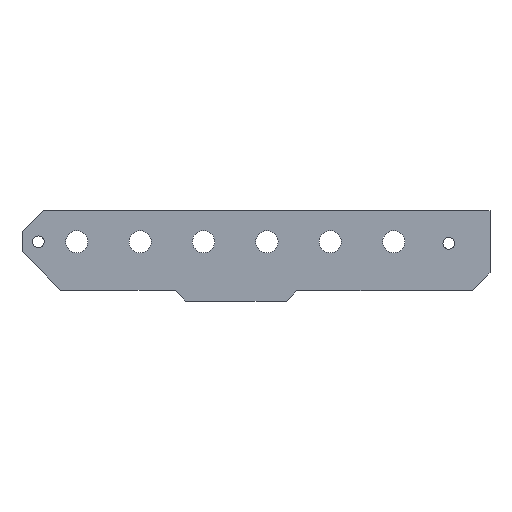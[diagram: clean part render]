
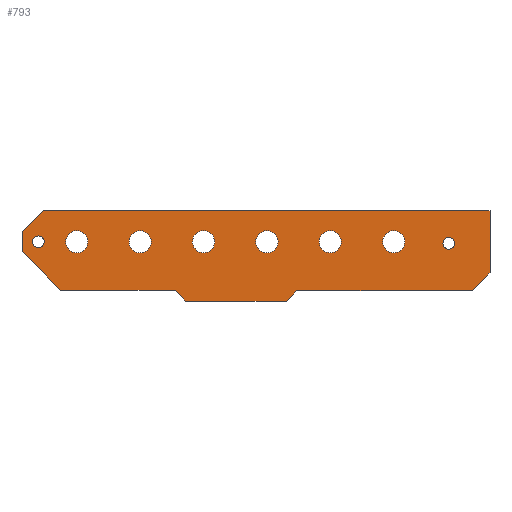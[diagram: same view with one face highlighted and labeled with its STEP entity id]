
A CAD part, top view. The second image highlights one B-rep face of the part: STEP entity #793.
In plain terms, the highlighted planar face has unit normal (0, 0, 1).
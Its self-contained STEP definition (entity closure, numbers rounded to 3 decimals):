
#56 = VERTEX_POINT('',#57);
#57 = CARTESIAN_POINT('',(30.001,5.065,0.411));
#63 = EDGE_CURVE('',#56,#64,#66,.T.);
#64 = VERTEX_POINT('',#65);
#65 = CARTESIAN_POINT('',(32.,3.066,0.411));
#66 = LINE('',#67,#68);
#67 = CARTESIAN_POINT('',(30.001,5.065,0.411));
#68 = VECTOR('',#69,1.);
#69 = DIRECTION('',(0.707,-0.707,0.));
#94 = EDGE_CURVE('',#64,#95,#97,.T.);
#95 = VERTEX_POINT('',#96);
#96 = CARTESIAN_POINT('',(32.,3.,0.411));
#97 = LINE('',#98,#99);
#98 = CARTESIAN_POINT('',(32.,3.066,0.411));
#99 = VECTOR('',#100,1.);
#100 = DIRECTION('',(0.,-1.,0.));
#125 = EDGE_CURVE('',#95,#126,#128,.T.);
#126 = VERTEX_POINT('',#127);
#127 = CARTESIAN_POINT('',(51.,3.,0.411));
#128 = LINE('',#129,#130);
#129 = CARTESIAN_POINT('',(32.,3.,0.411));
#130 = VECTOR('',#131,1.);
#131 = DIRECTION('',(1.,0.,0.));
#156 = EDGE_CURVE('',#126,#157,#159,.T.);
#157 = VERTEX_POINT('',#158);
#158 = CARTESIAN_POINT('',(53.,5.,0.411));
#159 = LINE('',#160,#161);
#160 = CARTESIAN_POINT('',(51.,3.,0.411));
#161 = VECTOR('',#162,1.);
#162 = DIRECTION('',(0.707,0.707,0.));
#187 = EDGE_CURVE('',#157,#188,#190,.T.);
#188 = VERTEX_POINT('',#189);
#189 = CARTESIAN_POINT('',(53.,5.039,0.411));
#190 = LINE('',#191,#192);
#191 = CARTESIAN_POINT('',(53.,5.,0.411));
#192 = VECTOR('',#193,1.);
#193 = DIRECTION('',(0.,1.,0.));
#218 = EDGE_CURVE('',#188,#219,#221,.T.);
#219 = VERTEX_POINT('',#220);
#220 = CARTESIAN_POINT('',(86.3,5.,0.411));
#221 = LINE('',#222,#223);
#222 = CARTESIAN_POINT('',(53.,5.039,0.411));
#223 = VECTOR('',#224,1.);
#224 = DIRECTION('',(1.,-0.001,0.));
#249 = EDGE_CURVE('',#219,#250,#252,.T.);
#250 = VERTEX_POINT('',#251);
#251 = CARTESIAN_POINT('',(89.6,8.402,0.411));
#252 = LINE('',#253,#254);
#253 = CARTESIAN_POINT('',(86.3,5.,0.411));
#254 = VECTOR('',#255,1.);
#255 = DIRECTION('',(0.696,0.718,0.));
#280 = EDGE_CURVE('',#250,#281,#283,.T.);
#281 = VERTEX_POINT('',#282);
#282 = CARTESIAN_POINT('',(89.6,20.2,0.411));
#283 = LINE('',#284,#285);
#284 = CARTESIAN_POINT('',(89.6,8.402,0.411));
#285 = VECTOR('',#286,1.);
#286 = DIRECTION('',(0.,1.,0.));
#311 = EDGE_CURVE('',#281,#312,#314,.T.);
#312 = VERTEX_POINT('',#313);
#313 = CARTESIAN_POINT('',(5.,20.2,0.411));
#314 = LINE('',#315,#316);
#315 = CARTESIAN_POINT('',(89.6,20.2,0.411));
#316 = VECTOR('',#317,1.);
#317 = DIRECTION('',(-1.,0.,0.));
#342 = EDGE_CURVE('',#312,#343,#345,.T.);
#343 = VERTEX_POINT('',#344);
#344 = CARTESIAN_POINT('',(1.,16.2,0.411));
#345 = LINE('',#346,#347);
#346 = CARTESIAN_POINT('',(5.,20.2,0.411));
#347 = VECTOR('',#348,1.);
#348 = DIRECTION('',(-0.707,-0.707,0.));
#373 = EDGE_CURVE('',#343,#374,#376,.T.);
#374 = VERTEX_POINT('',#375);
#375 = CARTESIAN_POINT('',(1.,12.402,0.411));
#376 = LINE('',#377,#378);
#377 = CARTESIAN_POINT('',(1.,16.2,0.411));
#378 = VECTOR('',#379,1.);
#379 = DIRECTION('',(0.,-1.,0.));
#404 = EDGE_CURVE('',#374,#405,#407,.T.);
#405 = VERTEX_POINT('',#406);
#406 = CARTESIAN_POINT('',(5.001,8.401,0.411));
#407 = LINE('',#408,#409);
#408 = CARTESIAN_POINT('',(1.,12.402,0.411));
#409 = VECTOR('',#410,1.);
#410 = DIRECTION('',(0.707,-0.707,0.));
#435 = EDGE_CURVE('',#405,#436,#438,.T.);
#436 = VERTEX_POINT('',#437);
#437 = CARTESIAN_POINT('',(8.308,5.09,0.411));
#438 = LINE('',#439,#440);
#439 = CARTESIAN_POINT('',(5.001,8.401,0.411));
#440 = VECTOR('',#441,1.);
#441 = DIRECTION('',(0.707,-0.708,0.));
#466 = EDGE_CURVE('',#436,#56,#467,.T.);
#467 = LINE('',#468,#469);
#468 = CARTESIAN_POINT('',(8.308,5.09,0.411));
#469 = VECTOR('',#470,1.);
#470 = DIRECTION('',(1.,-0.001,0.));
#490 = VERTEX_POINT('',#491);
#491 = CARTESIAN_POINT('',(13.465,14.287,0.411));
#497 = EDGE_CURVE('',#490,#490,#498,.T.);
#498 = CIRCLE('',#499,2.1);
#499 = AXIS2_PLACEMENT_3D('',#500,#501,#502);
#500 = CARTESIAN_POINT('',(11.365,14.287,0.411));
#501 = DIRECTION('',(0.,0.,1.));
#502 = DIRECTION('',(1.,0.,-0.));
#523 = VERTEX_POINT('',#524);
#524 = CARTESIAN_POINT('',(37.465,14.287,0.411));
#530 = EDGE_CURVE('',#523,#523,#531,.T.);
#531 = CIRCLE('',#532,2.1);
#532 = AXIS2_PLACEMENT_3D('',#533,#534,#535);
#533 = CARTESIAN_POINT('',(35.365,14.287,0.411));
#534 = DIRECTION('',(0.,0.,1.));
#535 = DIRECTION('',(1.,0.,-0.));
#556 = VERTEX_POINT('',#557);
#557 = CARTESIAN_POINT('',(5.2,14.3,0.411));
#563 = EDGE_CURVE('',#556,#556,#564,.T.);
#564 = CIRCLE('',#565,1.1);
#565 = AXIS2_PLACEMENT_3D('',#566,#567,#568);
#566 = CARTESIAN_POINT('',(4.1,14.3,0.411));
#567 = DIRECTION('',(0.,0.,1.));
#568 = DIRECTION('',(1.,0.,-0.));
#589 = VERTEX_POINT('',#590);
#590 = CARTESIAN_POINT('',(25.465,14.287,0.411));
#596 = EDGE_CURVE('',#589,#589,#597,.T.);
#597 = CIRCLE('',#598,2.1);
#598 = AXIS2_PLACEMENT_3D('',#599,#600,#601);
#599 = CARTESIAN_POINT('',(23.365,14.287,0.411));
#600 = DIRECTION('',(0.,0.,1.));
#601 = DIRECTION('',(1.,0.,-0.));
#622 = VERTEX_POINT('',#623);
#623 = CARTESIAN_POINT('',(49.465,14.287,0.411));
#629 = EDGE_CURVE('',#622,#622,#630,.T.);
#630 = CIRCLE('',#631,2.1);
#631 = AXIS2_PLACEMENT_3D('',#632,#633,#634);
#632 = CARTESIAN_POINT('',(47.365,14.287,0.411));
#633 = DIRECTION('',(0.,0.,1.));
#634 = DIRECTION('',(1.,0.,-0.));
#655 = VERTEX_POINT('',#656);
#656 = CARTESIAN_POINT('',(61.465,14.287,0.411));
#662 = EDGE_CURVE('',#655,#655,#663,.T.);
#663 = CIRCLE('',#664,2.1);
#664 = AXIS2_PLACEMENT_3D('',#665,#666,#667);
#665 = CARTESIAN_POINT('',(59.365,14.287,0.411));
#666 = DIRECTION('',(0.,0.,1.));
#667 = DIRECTION('',(1.,0.,-0.));
#688 = VERTEX_POINT('',#689);
#689 = CARTESIAN_POINT('',(73.465,14.287,0.411));
#695 = EDGE_CURVE('',#688,#688,#696,.T.);
#696 = CIRCLE('',#697,2.1);
#697 = AXIS2_PLACEMENT_3D('',#698,#699,#700);
#698 = CARTESIAN_POINT('',(71.365,14.287,0.411));
#699 = DIRECTION('',(0.,0.,1.));
#700 = DIRECTION('',(1.,0.,-0.));
#721 = VERTEX_POINT('',#722);
#722 = CARTESIAN_POINT('',(82.9,14.,0.411));
#728 = EDGE_CURVE('',#721,#721,#729,.T.);
#729 = CIRCLE('',#730,1.1);
#730 = AXIS2_PLACEMENT_3D('',#731,#732,#733);
#731 = CARTESIAN_POINT('',(81.8,14.,0.411));
#732 = DIRECTION('',(0.,0.,1.));
#733 = DIRECTION('',(1.,0.,-0.));
#793 = ADVANCED_FACE('',(#794,#810,#813,#816,#819,#822,#825,#828,#831),
  #834,.T.);
#794 = FACE_BOUND('',#795,.T.);
#795 = EDGE_LOOP('',(#796,#797,#798,#799,#800,#801,#802,#803,#804,#805,
    #806,#807,#808,#809));
#796 = ORIENTED_EDGE('',*,*,#63,.T.);
#797 = ORIENTED_EDGE('',*,*,#94,.T.);
#798 = ORIENTED_EDGE('',*,*,#125,.T.);
#799 = ORIENTED_EDGE('',*,*,#156,.T.);
#800 = ORIENTED_EDGE('',*,*,#187,.T.);
#801 = ORIENTED_EDGE('',*,*,#218,.T.);
#802 = ORIENTED_EDGE('',*,*,#249,.T.);
#803 = ORIENTED_EDGE('',*,*,#280,.T.);
#804 = ORIENTED_EDGE('',*,*,#311,.T.);
#805 = ORIENTED_EDGE('',*,*,#342,.T.);
#806 = ORIENTED_EDGE('',*,*,#373,.T.);
#807 = ORIENTED_EDGE('',*,*,#404,.T.);
#808 = ORIENTED_EDGE('',*,*,#435,.T.);
#809 = ORIENTED_EDGE('',*,*,#466,.T.);
#810 = FACE_BOUND('',#811,.T.);
#811 = EDGE_LOOP('',(#812));
#812 = ORIENTED_EDGE('',*,*,#497,.F.);
#813 = FACE_BOUND('',#814,.T.);
#814 = EDGE_LOOP('',(#815));
#815 = ORIENTED_EDGE('',*,*,#530,.F.);
#816 = FACE_BOUND('',#817,.T.);
#817 = EDGE_LOOP('',(#818));
#818 = ORIENTED_EDGE('',*,*,#563,.F.);
#819 = FACE_BOUND('',#820,.T.);
#820 = EDGE_LOOP('',(#821));
#821 = ORIENTED_EDGE('',*,*,#596,.F.);
#822 = FACE_BOUND('',#823,.T.);
#823 = EDGE_LOOP('',(#824));
#824 = ORIENTED_EDGE('',*,*,#629,.F.);
#825 = FACE_BOUND('',#826,.T.);
#826 = EDGE_LOOP('',(#827));
#827 = ORIENTED_EDGE('',*,*,#662,.F.);
#828 = FACE_BOUND('',#829,.T.);
#829 = EDGE_LOOP('',(#830));
#830 = ORIENTED_EDGE('',*,*,#695,.F.);
#831 = FACE_BOUND('',#832,.T.);
#832 = EDGE_LOOP('',(#833));
#833 = ORIENTED_EDGE('',*,*,#728,.F.);
#834 = PLANE('',#835);
#835 = AXIS2_PLACEMENT_3D('',#836,#837,#838);
#836 = CARTESIAN_POINT('',(46.375,12.53,0.411));
#837 = DIRECTION('',(0.,0.,1.));
#838 = DIRECTION('',(1.,0.,-0.));
